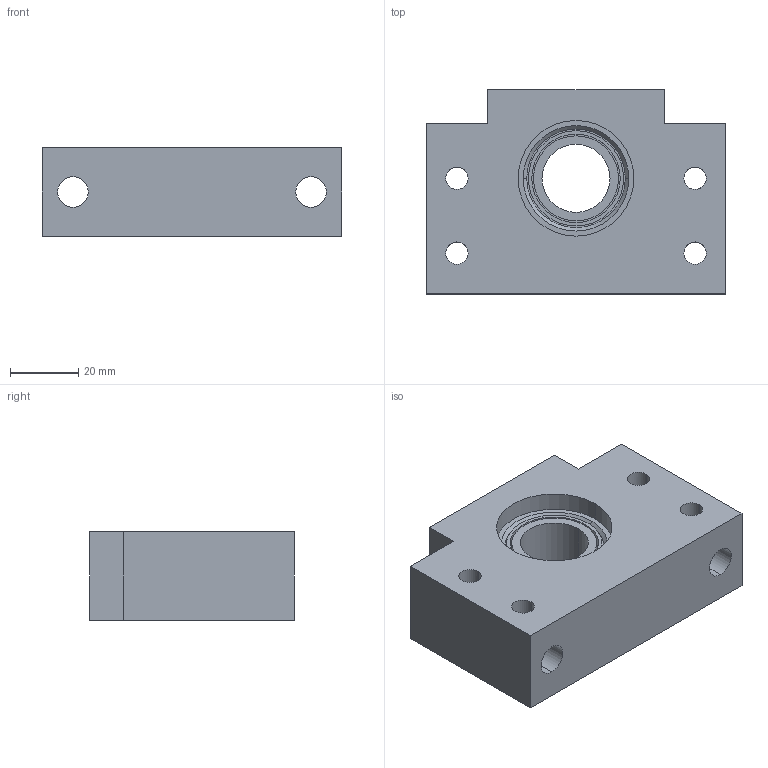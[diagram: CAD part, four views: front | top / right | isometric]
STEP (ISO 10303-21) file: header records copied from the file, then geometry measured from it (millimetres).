
FILE_DESCRIPTION (( 'STEP AP214' ), '1' );
FILE_NAME ('B600 Îïîðà õîäîâîãî âèíòà BF20.STEP', '2026-02-07T11:32:25', ( '' ), ( '' ), 'SwSTEP 2.0', 'SolidWorks 2026', '' );
FILE_SCHEMA (( 'AUTOMOTIVE_DESIGN' ));
Length unit declared in the file: millimetre
Products named in the file (1): B600 Опора ходового винта BF20
Bounding box: 88 x 60 x 26 mm (x, y, z)
Volume: 102567.9 mm3; surface area: 23958 mm2
Topology: 1 solids, 1 shells, 67 faces, 184 edges, 122 vertices
Faces by surface type: cylinder 42, plane 21, cone 4
Entity records: 2703 total; most frequent: CARTESIAN_POINT 918, ORIENTED_EDGE 368, DIRECTION 362, EDGE_CURVE 184, AXIS2_PLACEMENT_3D 142, VERTEX_POINT 122, EDGE_LOOP 92, LINE 78
